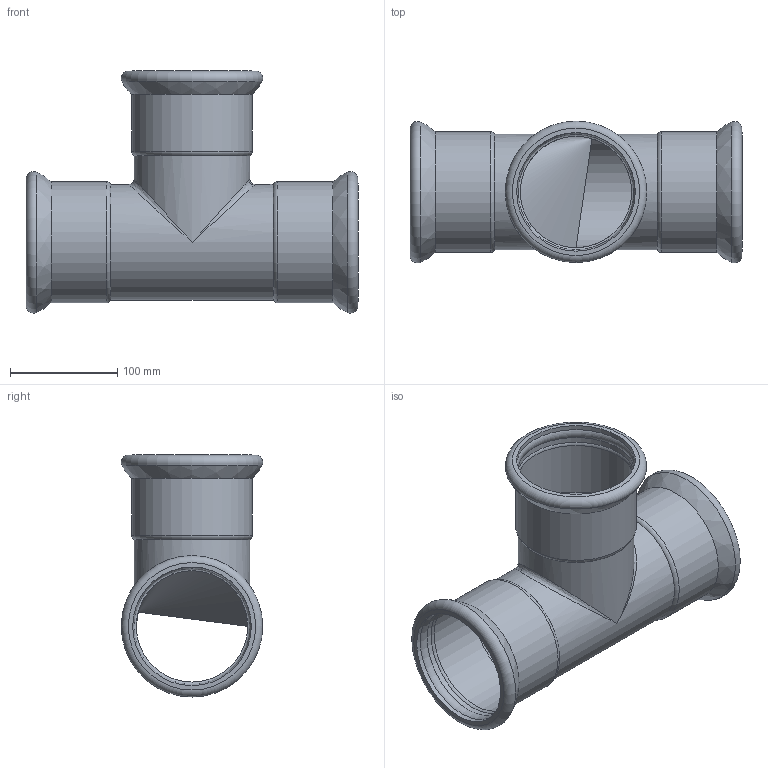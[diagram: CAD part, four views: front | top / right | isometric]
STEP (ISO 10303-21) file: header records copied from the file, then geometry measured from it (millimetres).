
FILE_DESCRIPTION(/* description */ ('TEE NORMALE STEEL DN108 IDROFORMATO'),/* implementation_level */ '2;1');
FILE_NAME(/* name */ '382108000_Steelpres.stp',/* time_stamp */ '2022-10-21T14:32:56+02:00',/* author */ ('Vault'),/* organization */ ('Raccorderie metalliche s.p.a. '),/* preprocessor_version */ 'ST-DEVELOPER v18.1',/* originating_system */ 'Autodesk Inventor 2020',/* authorisation */ 'Raccorderie metalliche s.p.a. ');
FILE_SCHEMA (('AUTOMOTIVE_DESIGN { 1 0 10303 214 3 1 1 }'));
Length unit declared in the file: millimetre
Products named in the file (1): 382108000_Steelpres
Bounding box: 310 x 132.09 x 226.04 mm (x, y, z)
Volume: 436654.9 mm3; surface area: 292487.4 mm2
Topology: 1 solids, 1 shells, 43 faces, 156 edges, 105 vertices
Faces by surface type: cylinder 16, torus 15, bspline 7, cone 3, plane 2
Full cylindrical faces by diameter (mm): 104 x2, 108 x2, 108.8 x3, 110.7 x6, 112.8 x3
Entity records: 2551 total; most frequent: CARTESIAN_POINT 1117, DIRECTION 339, ORIENTED_EDGE 296, AXIS2_PLACEMENT_3D 159, EDGE_CURVE 148, CIRCLE 117, VERTEX_POINT 105, EDGE_LOOP 45
